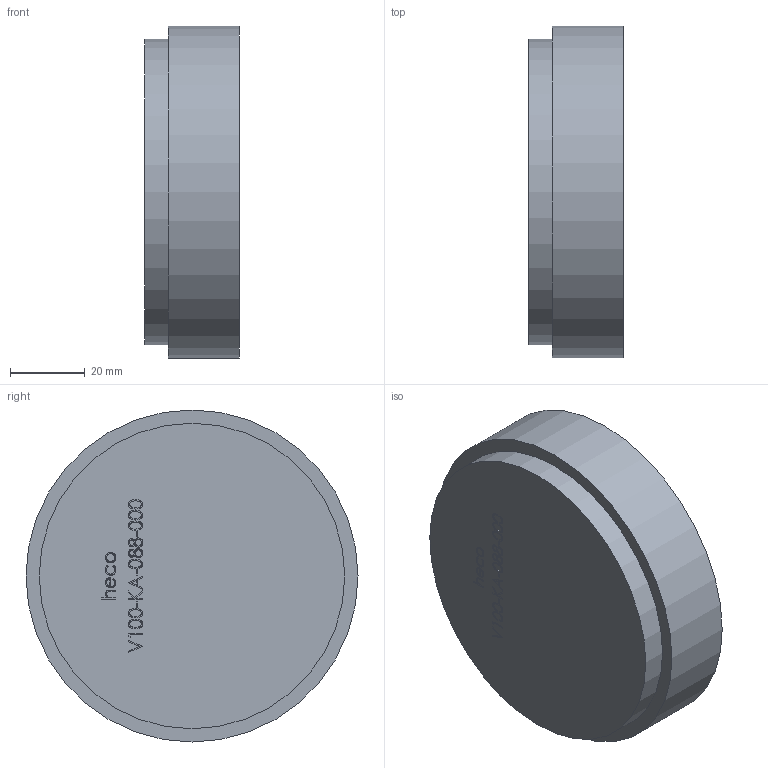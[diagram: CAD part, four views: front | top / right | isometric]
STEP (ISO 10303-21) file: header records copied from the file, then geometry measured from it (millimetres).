
FILE_DESCRIPTION (( 'STEP AP214' ), '1' );
FILE_NAME ('V100-KA-088-000-x Typ E496 DN80 300 Ø88,9 1812.STEP', '2018-12-19T09:23:01', ( '' ), ( '' ), 'SwSTEP 2.0', 'SolidWorks 2016', '' );
FILE_SCHEMA (( 'AUTOMOTIVE_DESIGN' ));
Length unit declared in the file: inch
Products named in the file (1): V100-KA-088-000-x Typ E496 DN80 300 Ø88,9 1812
Bounding box: 25.43 x 88.9 x 88.9 mm (x, y, z)
Volume: 102959.1 mm3; surface area: 21927.5 mm2
Topology: 1 solids, 1 shells, 222 faces, 558 edges, 372 vertices
Faces by surface type: bspline 123, plane 96, cylinder 3
Full cylindrical faces by diameter (mm): 76.2 x1, 81.788 x1, 88.9 x1
Entity records: 17069 total; most frequent: CARTESIAN_POINT 9921, ORIENTED_EDGE 1110, EDGE_CURVE 555, DIRECTION 515, VERTEX_POINT 372, LINE 303, VECTOR 303, EDGE_LOOP 259
